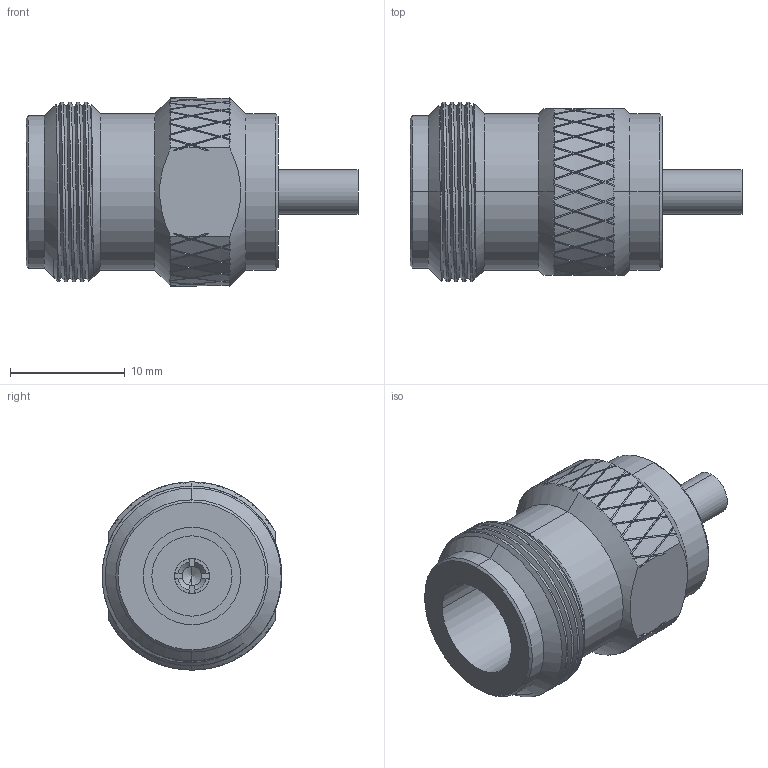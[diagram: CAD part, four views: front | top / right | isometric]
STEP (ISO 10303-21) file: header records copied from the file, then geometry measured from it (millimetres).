
FILE_DESCRIPTION((''),'2;1');
FILE_NAME('PRT0001','2021-08-14T',('1111'),(''),'PRO/ENGINEER BY PARAMETRIC TECHNOLOGY CORPORATION, 2012090','PRO/ENGINEER BY PARAMETRIC TECHNOLOGY CORPORATION, 2012090','');
FILE_SCHEMA(('CONFIG_CONTROL_DESIGN'));
Length unit declared in the file: millimetre
Products named in the file (1): PRT0001
Bounding box: 28.97 x 15.67 x 16.42 mm (x, y, z)
Volume: 3111.9 mm3; surface area: 2211.6 mm2
Topology: 1 solids, 1 shells, 1244 faces, 2945 edges, 1707 vertices
Faces by surface type: plane 641, extrusion 396, cylinder 181, cone 20, bspline 4, torus 2
Entity records: 41905 total; most frequent: CARTESIAN_POINT 17814, ORIENTED_EDGE 5886, DIRECTION 3093, EDGE_CURVE 2943, B_SPLINE_CURVE_WITH_KNOTS 2490, VERTEX_POINT 1707, EDGE_LOOP 1250, FACE_OUTER_BOUND 1244
